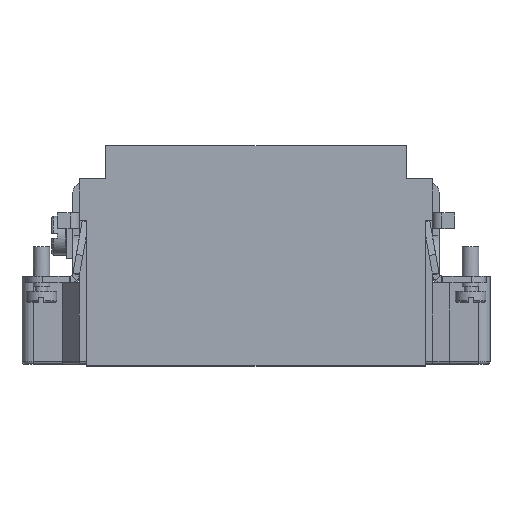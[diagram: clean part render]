
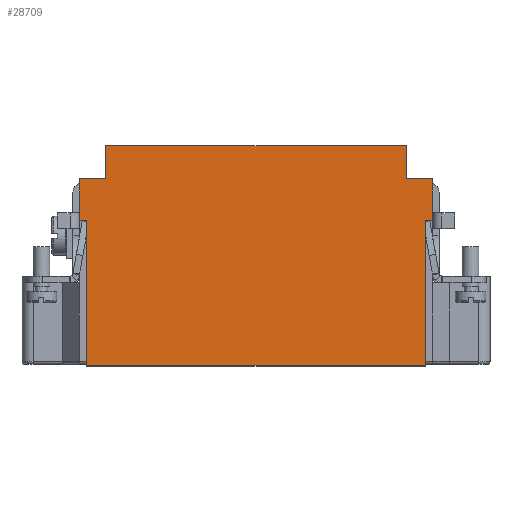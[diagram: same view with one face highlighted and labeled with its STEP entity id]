
A CAD part, top view. The second image highlights one B-rep face of the part: STEP entity #28709.
In plain terms, the highlighted planar face has unit normal (0, 0, 1).
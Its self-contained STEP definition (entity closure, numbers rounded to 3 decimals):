
#149=DIRECTION('',(1.,0.,0.));
#150=VECTOR('',#149,54.2);
#151=CARTESIAN_POINT('',(-27.3,24.143,17.001));
#152=LINE('',#151,#150);
#3296=DIRECTION('',(0.,-1.,0.));
#3297=VECTOR('',#3296,7.5);
#3298=CARTESIAN_POINT('',(-32.1,18.193,17.001));
#3299=LINE('',#3298,#3297);
#3481=DIRECTION('',(1.,0.,0.));
#3482=VECTOR('',#3481,1.3);
#3483=CARTESIAN_POINT('',(30.4,10.693,17.001));
#3484=LINE('',#3483,#3482);
#3505=DIRECTION('',(1.,0.,0.));
#3506=VECTOR('',#3505,1.3);
#3507=CARTESIAN_POINT('',(-32.1,10.693,17.001));
#3508=LINE('',#3507,#3506);
#3625=DIRECTION('',(1.,0.,0.));
#3626=VECTOR('',#3625,4.8);
#3627=CARTESIAN_POINT('',(26.9,18.193,17.001));
#3628=LINE('',#3627,#3626);
#3629=DIRECTION('',(1.,0.,0.));
#3630=VECTOR('',#3629,4.8);
#3631=CARTESIAN_POINT('',(-32.1,18.193,17.001));
#3632=LINE('',#3631,#3630);
#3673=DIRECTION('',(0.,1.,0.));
#3674=VECTOR('',#3673,5.95);
#3675=CARTESIAN_POINT('',(26.9,18.193,17.001));
#3676=LINE('',#3675,#3674);
#3677=DIRECTION('',(1.,0.,0.));
#3678=VECTOR('',#3677,61.2);
#3679=CARTESIAN_POINT('',(-30.8,-15.557,
17.001));
#3680=LINE('',#3679,#3678);
#3681=DIRECTION('',(0.,1.,0.));
#3682=VECTOR('',#3681,5.95);
#3683=CARTESIAN_POINT('',(-27.3,18.193,17.001));
#3684=LINE('',#3683,#3682);
#3693=DIRECTION('',(0.,1.,0.));
#3694=VECTOR('',#3693,7.5);
#3695=CARTESIAN_POINT('',(31.7,10.693,17.001));
#3696=LINE('',#3695,#3694);
#5656=DIRECTION('',(0.,1.,0.));
#5657=VECTOR('',#5656,26.25);
#5658=CARTESIAN_POINT('',(-30.8,-15.557,
17.001));
#5659=LINE('',#5658,#5657);
#6082=DIRECTION('',(0.,-1.,0.));
#6083=VECTOR('',#6082,26.25);
#6084=CARTESIAN_POINT('',(30.4,10.693,17.001));
#6085=LINE('',#6084,#6083);
#20713=CARTESIAN_POINT('',(30.4,-15.557,
17.001));
#20714=VERTEX_POINT('',#20713);
#20715=CARTESIAN_POINT('',(-30.8,-15.557,
17.001));
#20716=VERTEX_POINT('',#20715);
#21642=CARTESIAN_POINT('',(26.9,24.143,17.001));
#21644=VERTEX_POINT('',#21642);
#21648=CARTESIAN_POINT('',(-27.3,24.143,
17.001));
#21649=VERTEX_POINT('',#21648);
#21804=CARTESIAN_POINT('',(-32.1,18.193,
17.001));
#21805=VERTEX_POINT('',#21804);
#21806=CARTESIAN_POINT('',(31.7,18.193,17.001));
#21808=VERTEX_POINT('',#21806);
#21831=CARTESIAN_POINT('',(30.4,10.693,17.001));
#21833=VERTEX_POINT('',#21831);
#21878=CARTESIAN_POINT('',(-30.8,10.693,
17.001));
#21879=VERTEX_POINT('',#21878);
#21882=CARTESIAN_POINT('',(26.9,18.193,17.001));
#21884=VERTEX_POINT('',#21882);
#21887=CARTESIAN_POINT('',(-27.3,18.193,
17.001));
#21889=VERTEX_POINT('',#21887);
#21896=CARTESIAN_POINT('',(-32.1,10.693,
17.001));
#21897=VERTEX_POINT('',#21896);
#21900=CARTESIAN_POINT('',(31.7,10.693,17.001));
#21901=VERTEX_POINT('',#21900);
#28685=CARTESIAN_POINT('',(-39.15,-15.757,
17.001));
#28686=DIRECTION('',(0.,0.,1.));
#28687=DIRECTION('',(1.,0.,0.));
#28688=AXIS2_PLACEMENT_3D('',#28685,#28686,#28687);
#28689=PLANE('',#28688);
#28690=ORIENTED_EDGE('',*,*,#28677,.F.);
#28691=ORIENTED_EDGE('',*,*,#28639,.T.);
#28693=ORIENTED_EDGE('',*,*,#28692,.F.);
#28694=ORIENTED_EDGE('',*,*,#28444,.F.);
#28696=ORIENTED_EDGE('',*,*,#28695,.T.);
#28698=ORIENTED_EDGE('',*,*,#28697,.F.);
#28700=ORIENTED_EDGE('',*,*,#28699,.T.);
#28701=ORIENTED_EDGE('',*,*,#28492,.F.);
#28702=ORIENTED_EDGE('',*,*,#28168,.F.);
#28703=ORIENTED_EDGE('',*,*,#28651,.T.);
#28705=ORIENTED_EDGE('',*,*,#28704,.T.);
#28706=ORIENTED_EDGE('',*,*,#25874,.T.);
#28707=EDGE_LOOP('',(#28690,#28691,#28693,#28694,#28696,#28698,#28700,#28701,
#28702,#28703,#28705,#28706));
#28708=FACE_OUTER_BOUND('',#28707,.F.);
#28709=ADVANCED_FACE('',(#28708),#28689,.T.);
#25874=EDGE_CURVE('',#21649,#21644,#152,.T.);
#28168=EDGE_CURVE('',#21805,#21897,#3299,.T.);
#28444=EDGE_CURVE('',#21833,#21901,#3484,.T.);
#28492=EDGE_CURVE('',#21897,#21879,#3508,.T.);
#28639=EDGE_CURVE('',#21884,#21808,#3628,.T.);
#28651=EDGE_CURVE('',#21805,#21889,#3632,.T.);
#28677=EDGE_CURVE('',#21884,#21644,#3676,.T.);
#28692=EDGE_CURVE('',#21901,#21808,#3696,.T.);
#28695=EDGE_CURVE('',#21833,#20714,#6085,.T.);
#28697=EDGE_CURVE('',#20716,#20714,#3680,.T.);
#28699=EDGE_CURVE('',#20716,#21879,#5659,.T.);
#28704=EDGE_CURVE('',#21889,#21649,#3684,.T.);
